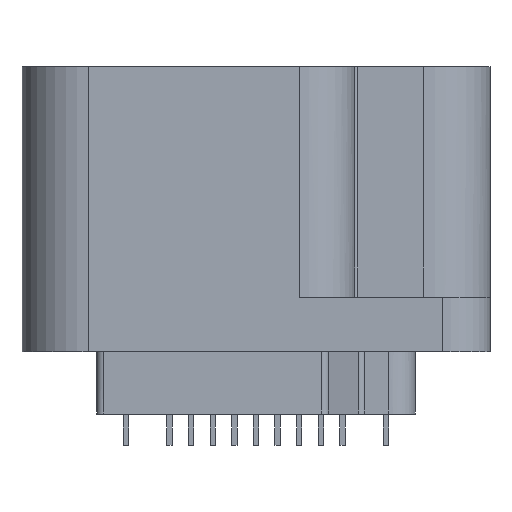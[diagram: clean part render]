
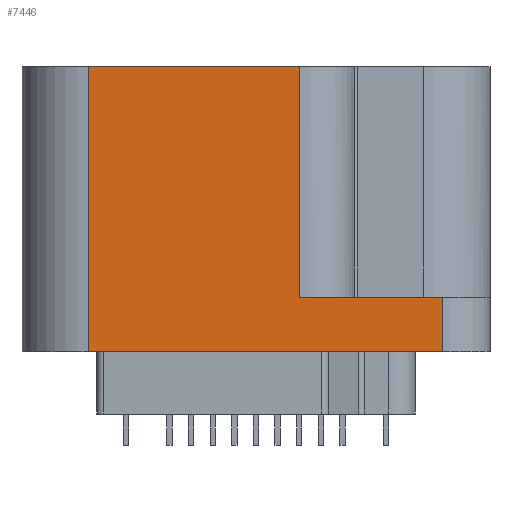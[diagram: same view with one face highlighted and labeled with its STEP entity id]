
A CAD part, front view. The second image highlights one B-rep face of the part: STEP entity #7446.
In plain terms, the highlighted planar face has unit normal (0, -1, 0).
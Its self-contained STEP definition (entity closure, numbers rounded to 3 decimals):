
#118=DIRECTION('',(1.,0.,0.));
#119=VECTOR('',#118,41.605);
#120=CARTESIAN_POINT('',(-19.685,-15.392,-33.477));
#121=LINE('',#120,#119);
#315=DIRECTION('',(1.,0.,0.));
#316=VECTOR('',#315,16.764);
#317=CARTESIAN_POINT('',(5.156,-15.392,-27.127));
#318=LINE('',#317,#316);
#493=DIRECTION('',(0.,0.,1.));
#494=VECTOR('',#493,27.127);
#495=CARTESIAN_POINT('',(5.156,-15.392,-27.127));
#496=LINE('',#495,#494);
#580=DIRECTION('',(1.,0.,0.));
#581=VECTOR('',#580,24.841);
#582=CARTESIAN_POINT('',(-19.685,-15.392,0.));
#583=LINE('',#582,#581);
#716=DIRECTION('',(0.,0.,-1.));
#717=VECTOR('',#716,33.477);
#718=CARTESIAN_POINT('',(-19.685,-15.392,0.));
#719=LINE('',#718,#717);
#720=DIRECTION('',(0.,0.,-1.));
#721=VECTOR('',#720,6.35);
#722=CARTESIAN_POINT('',(21.92,-15.392,-27.127));
#723=LINE('',#722,#721);
#5182=CARTESIAN_POINT('',(21.92,-15.392,-27.127));
#5184=VERTEX_POINT('',#5182);
#5206=CARTESIAN_POINT('',(-19.685,-15.392,-33.477));
#5207=VERTEX_POINT('',#5206);
#5208=CARTESIAN_POINT('',(21.92,-15.392,-33.477));
#5209=VERTEX_POINT('',#5208);
#5222=CARTESIAN_POINT('',(-19.685,-15.392,0.));
#5223=CARTESIAN_POINT('',(5.156,-15.392,0.));
#5224=VERTEX_POINT('',#5222);
#5225=VERTEX_POINT('',#5223);
#5240=CARTESIAN_POINT('',(5.156,-15.392,-27.127));
#5241=VERTEX_POINT('',#5240);
#7431=CARTESIAN_POINT('',(-19.685,-15.392,-27.127));
#7432=DIRECTION('',(0.,-1.,0.));
#7433=DIRECTION('',(1.,0.,0.));
#7434=AXIS2_PLACEMENT_3D('',#7431,#7432,#7433);
#7435=PLANE('',#7434);
#7437=ORIENTED_EDGE('',*,*,#7436,.F.);
#7438=ORIENTED_EDGE('',*,*,#7323,.T.);
#7439=ORIENTED_EDGE('',*,*,#7161,.F.);
#7440=ORIENTED_EDGE('',*,*,#6881,.T.);
#7442=ORIENTED_EDGE('',*,*,#7441,.T.);
#7443=ORIENTED_EDGE('',*,*,#6755,.F.);
#7444=EDGE_LOOP('',(#7437,#7438,#7439,#7440,#7442,#7443));
#7445=FACE_OUTER_BOUND('',#7444,.F.);
#7446=ADVANCED_FACE('',(#7445),#7435,.T.);
#6755=EDGE_CURVE('',#5207,#5209,#121,.T.);
#6881=EDGE_CURVE('',#5241,#5184,#318,.T.);
#7161=EDGE_CURVE('',#5241,#5225,#496,.T.);
#7323=EDGE_CURVE('',#5224,#5225,#583,.T.);
#7436=EDGE_CURVE('',#5224,#5207,#719,.T.);
#7441=EDGE_CURVE('',#5184,#5209,#723,.T.);
